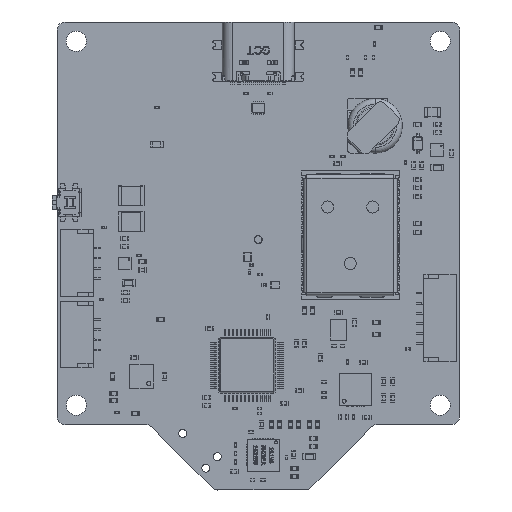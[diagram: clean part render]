
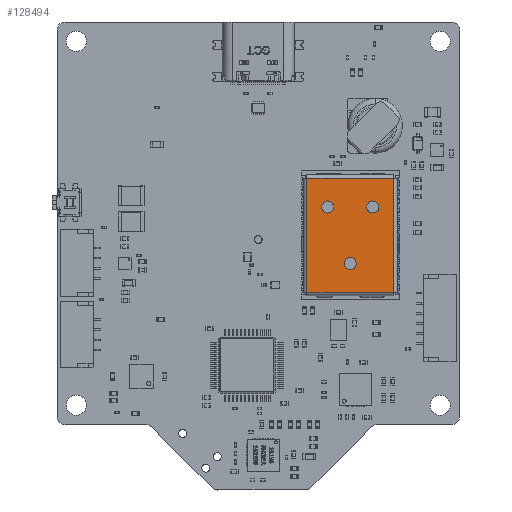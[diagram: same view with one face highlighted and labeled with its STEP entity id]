
A CAD part, top view. The second image highlights one B-rep face of the part: STEP entity #128494.
In plain terms, the highlighted planar face has unit normal (0, 0, 1).
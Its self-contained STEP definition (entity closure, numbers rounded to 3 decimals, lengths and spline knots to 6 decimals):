
#1874=PLANE('',#157017);
#6048=CIRCLE('',#157018,0.00075);
#6049=CIRCLE('',#157019,0.00075);
#6050=CIRCLE('',#157020,0.00075);
#15727=LINE('',#212963,#29922);
#15757=LINE('',#213030,#29952);
#15779=LINE('',#213080,#29974);
#15799=LINE('',#213126,#29994);
#29922=VECTOR('',#175537,1.);
#29952=VECTOR('',#175601,1.);
#29974=VECTOR('',#175651,1.);
#29994=VECTOR('',#175699,1.);
#50213=ORIENTED_EDGE('',*,*,#83025,.T.);
#50214=ORIENTED_EDGE('',*,*,#83109,.T.);
#50215=ORIENTED_EDGE('',*,*,#83059,.T.);
#50216=ORIENTED_EDGE('',*,*,#83085,.T.);
#50217=ORIENTED_EDGE('',*,*,#83112,.F.);
#50218=ORIENTED_EDGE('',*,*,#83113,.F.);
#50219=ORIENTED_EDGE('',*,*,#83114,.F.);
#83025=EDGE_CURVE('',#100284,#100285,#15727,.T.);
#83059=EDGE_CURVE('',#100304,#100305,#15757,.T.);
#83085=EDGE_CURVE('',#100305,#100284,#15779,.T.);
#83109=EDGE_CURVE('',#100285,#100304,#15799,.T.);
#83112=EDGE_CURVE('',#100330,#100330,#6048,.T.);
#83113=EDGE_CURVE('',#100331,#100331,#6049,.T.);
#83114=EDGE_CURVE('',#100332,#100332,#6050,.T.);
#100284=VERTEX_POINT('',#212964);
#100285=VERTEX_POINT('',#212965);
#100304=VERTEX_POINT('',#213031);
#100305=VERTEX_POINT('',#213032);
#100330=VERTEX_POINT('',#213133);
#100331=VERTEX_POINT('',#213135);
#100332=VERTEX_POINT('',#213137);
#110577=EDGE_LOOP('',(#50213,#50214,#50215,#50216));
#110578=EDGE_LOOP('',(#50217));
#110579=EDGE_LOOP('',(#50218));
#110580=EDGE_LOOP('',(#50219));
#117867=FACE_BOUND('',#110577,.T.);
#117868=FACE_BOUND('',#110578,.T.);
#117869=FACE_BOUND('',#110579,.T.);
#117870=FACE_BOUND('',#110580,.T.);
#128494=ADVANCED_FACE('',(#117867,#117868,#117869,#117870),#1874,.F.);
#157017=AXIS2_PLACEMENT_3D('',#213131,#175708,#175709);
#157018=AXIS2_PLACEMENT_3D('',#213132,#175710,#175711);
#157019=AXIS2_PLACEMENT_3D('',#213134,#175712,#175713);
#157020=AXIS2_PLACEMENT_3D('',#213136,#175714,#175715);
#175537=DIRECTION('',(1.,0.,0.));
#175601=DIRECTION('',(-1.,0.,0.));
#175651=DIRECTION('',(0.,-1.,0.));
#175699=DIRECTION('',(0.,1.,0.));
#175708=DIRECTION('',(0.,0.,-1.));
#175709=DIRECTION('',(-1.,0.,0.));
#175710=DIRECTION('',(0.,0.,1.));
#175711=DIRECTION('',(1.,0.,0.));
#175712=DIRECTION('',(0.,0.,1.));
#175713=DIRECTION('',(1.,0.,0.));
#175714=DIRECTION('',(0.,0.,1.));
#175715=DIRECTION('',(1.,0.,0.));
#212963=CARTESIAN_POINT('',(0.041828,-0.033582,0.002523));
#212964=CARTESIAN_POINT('',(0.031028,-0.033582,0.002523));
#212965=CARTESIAN_POINT('',(0.041828,-0.033582,0.002523));
#213030=CARTESIAN_POINT('',(0.041828,-0.019382,0.002522));
#213031=CARTESIAN_POINT('',(0.041828,-0.019382,0.002522));
#213032=CARTESIAN_POINT('',(0.031028,-0.019382,0.002522));
#213080=CARTESIAN_POINT('',(0.031028,-0.033582,0.002523));
#213126=CARTESIAN_POINT('',(0.041828,-0.033582,0.002523));
#213131=CARTESIAN_POINT('',(0.031028,-0.033582,0.002523));
#213132=CARTESIAN_POINT('',(0.036428,-0.029982,0.002523));
#213133=CARTESIAN_POINT('',(0.037178,-0.029982,0.002523));
#213134=CARTESIAN_POINT('',(0.039228,-0.022982,0.002522));
#213135=CARTESIAN_POINT('',(0.039978,-0.022982,0.002522));
#213136=CARTESIAN_POINT('',(0.033628,-0.022982,0.002522));
#213137=CARTESIAN_POINT('',(0.034378,-0.022982,0.002522));
